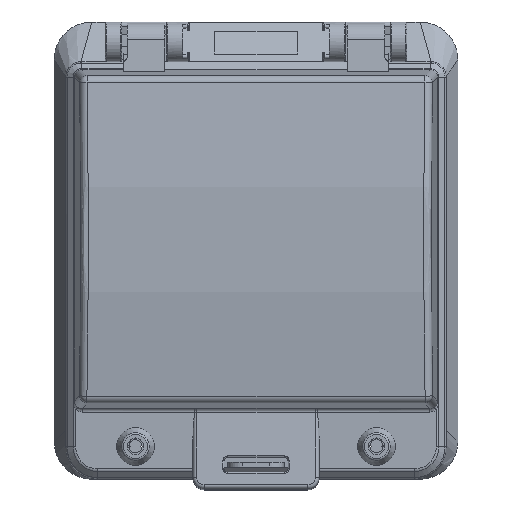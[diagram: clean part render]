
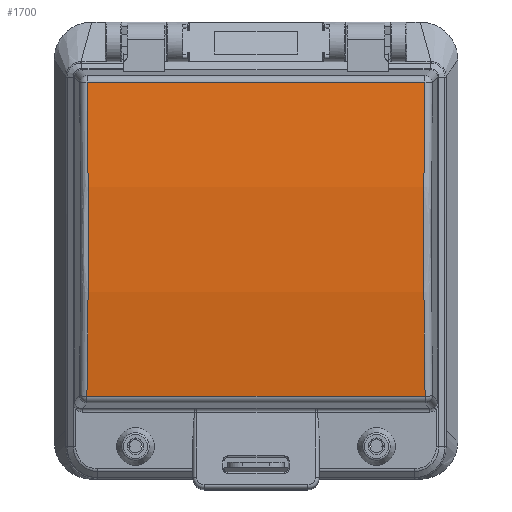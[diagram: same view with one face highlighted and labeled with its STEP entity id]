
A CAD part, top view. The second image highlights one B-rep face of the part: STEP entity #1700.
In plain terms, the highlighted cylindrical face has radius 319.256 mm (diameter 638.512 mm), a partial arc.
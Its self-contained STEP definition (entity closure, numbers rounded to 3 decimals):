
#202=B_SPLINE_CURVE_WITH_KNOTS('',3,(#22463,#22464,#22465,#22466),
 .UNSPECIFIED.,.F.,.F.,(4,4),(0.,1.),.UNSPECIFIED.);
#203=B_SPLINE_CURVE_WITH_KNOTS('',3,(#22471,#22472,#22473,#22474),
 .UNSPECIFIED.,.F.,.F.,(4,4),(0.,1.),.UNSPECIFIED.);
#513=CYLINDRICAL_SURFACE('',#14550,319.256);
#1700=ADVANCED_FACE('',(#2897),#513,.T.);
#2897=FACE_OUTER_BOUND('',#3731,.T.);
#3731=EDGE_LOOP('',(#7087,#7088,#7089,#7090));
#7087=ORIENTED_EDGE('',*,*,#10596,.T.);
#7088=ORIENTED_EDGE('',*,*,#10597,.T.);
#7089=ORIENTED_EDGE('',*,*,#10598,.T.);
#7090=ORIENTED_EDGE('',*,*,#10599,.T.);
#8816=VERTEX_POINT('',#22467);
#8817=VERTEX_POINT('',#22468);
#8818=VERTEX_POINT('',#22470);
#8819=VERTEX_POINT('',#22475);
#10596=EDGE_CURVE('',#8816,#8817,#202,.T.);
#10597=EDGE_CURVE('',#8817,#8818,#12101,.T.);
#10598=EDGE_CURVE('',#8818,#8819,#203,.T.);
#10599=EDGE_CURVE('',#8819,#8816,#12102,.T.);
#12101=LINE('',#22469,#13477);
#12102=LINE('',#22476,#13478);
#13477=VECTOR('',#17939,1.);
#13478=VECTOR('',#17940,1.);
#14550=AXIS2_PLACEMENT_3D('',#22477,#17941,#17942);
#17939=DIRECTION('',(1.,0.,0.));
#17940=DIRECTION('',(-1.,0.,0.));
#17941=DIRECTION('',(1.,0.,0.));
#17942=DIRECTION('',(0.,0.,-1.));
#22463=CARTESIAN_POINT('',(175.141,229.684,16.517));
#22464=CARTESIAN_POINT('',(175.574,202.009,20.06));
#22465=CARTESIAN_POINT('',(175.561,173.864,19.955));
#22466=CARTESIAN_POINT('',(175.103,146.207,16.202));
#22467=CARTESIAN_POINT('',(175.141,229.684,16.517));
#22468=CARTESIAN_POINT('',(175.103,146.207,16.202));
#22469=CARTESIAN_POINT('',(120.,146.207,16.202));
#22470=CARTESIAN_POINT('',(264.897,146.207,16.202));
#22471=CARTESIAN_POINT('',(264.897,146.207,16.202));
#22472=CARTESIAN_POINT('',(264.439,173.864,19.955));
#22473=CARTESIAN_POINT('',(264.426,202.009,20.06));
#22474=CARTESIAN_POINT('',(264.859,229.684,16.517));
#22475=CARTESIAN_POINT('',(264.859,229.684,16.517));
#22476=CARTESIAN_POINT('',(120.,229.684,16.517));
#22477=CARTESIAN_POINT('',(120.,189.138,-300.154));
